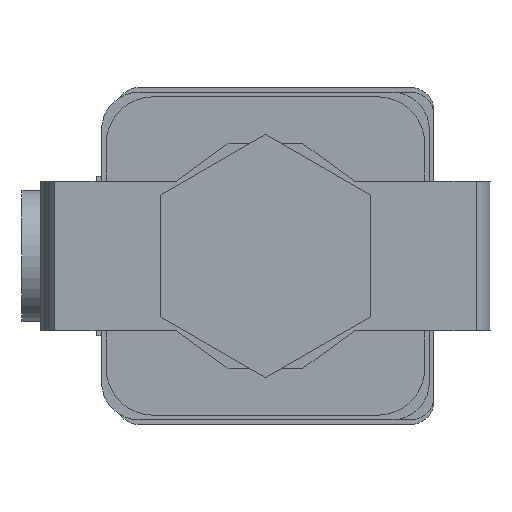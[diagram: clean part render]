
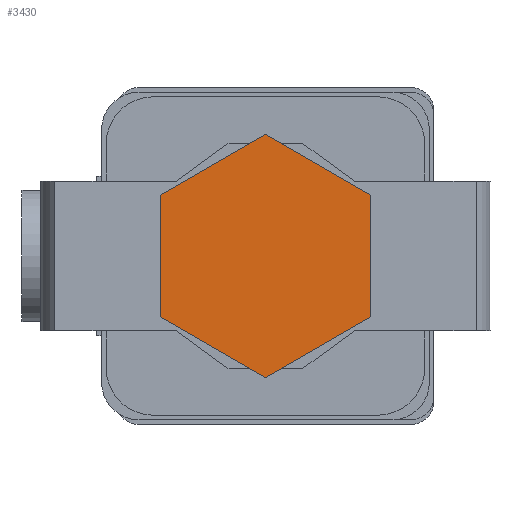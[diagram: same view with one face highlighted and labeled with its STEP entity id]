
A CAD part, front view. The second image highlights one B-rep face of the part: STEP entity #3430.
In plain terms, the highlighted planar face has unit normal (0, -1, 0).
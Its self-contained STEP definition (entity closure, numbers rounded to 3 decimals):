
#52 = CARTESIAN_POINT ( 'NONE',  ( 20.517, -148., 13. ) ) ;
#59 = CARTESIAN_POINT ( 'NONE',  ( -2., -148., -26. ) ) ;
#207 = VECTOR ( 'NONE', #3065, 1000. ) ;
#212 = VERTEX_POINT ( 'NONE', #1733 ) ;
#293 = EDGE_LOOP ( 'NONE', ( #2425, #2788, #2366, #3415, #3588, #1921 ) ) ;
#412 = CARTESIAN_POINT ( 'NONE',  ( -24.517, -148., -13. ) ) ;
#473 = EDGE_CURVE ( 'NONE', #990, #212, #3104, .T. ) ;
#481 = LINE ( 'NONE', #3149, #2204 ) ;
#567 = EDGE_CURVE ( 'NONE', #212, #977, #481, .T. ) ;
#615 = VERTEX_POINT ( 'NONE', #2949 ) ;
#670 = EDGE_CURVE ( 'NONE', #977, #3899, #1190, .T. ) ;
#901 = LINE ( 'NONE', #3397, #2151 ) ;
#902 = LINE ( 'NONE', #59, #3960 ) ;
#977 = VERTEX_POINT ( 'NONE', #2814 ) ;
#990 = VERTEX_POINT ( 'NONE', #52 ) ;
#1171 = DIRECTION ( 'NONE',  ( 0., 0., -1. ) ) ;
#1190 = LINE ( 'NONE', #3941, #2267 ) ;
#1457 = DIRECTION ( 'NONE',  ( 0., 1., 0. ) ) ;
#1500 = AXIS2_PLACEMENT_3D ( 'NONE', #2691, #1457, #3591 ) ;
#1506 = CARTESIAN_POINT ( 'NONE',  ( -2., -148., 26. ) ) ;
#1510 = DIRECTION ( 'NONE',  ( 0.866, 0., -0.5 ) ) ;
#1646 = CARTESIAN_POINT ( 'NONE',  ( 20.517, -148., 13. ) ) ;
#1663 = DIRECTION ( 'NONE',  ( 0., 0., 1. ) ) ;
#1733 = CARTESIAN_POINT ( 'NONE',  ( -2., -148., 26. ) ) ;
#1921 = ORIENTED_EDGE ( 'NONE', *, *, #473, .T. ) ;
#2070 = FACE_OUTER_BOUND ( 'NONE', #293, .T. ) ;
#2133 = DIRECTION ( 'NONE',  ( 0.866, 0., 0.5 ) ) ;
#2151 = VECTOR ( 'NONE', #2133, 1000. ) ;
#2204 = VECTOR ( 'NONE', #3790, 1000. ) ;
#2267 = VECTOR ( 'NONE', #1171, 1000. ) ;
#2366 = ORIENTED_EDGE ( 'NONE', *, *, #3237, .T. ) ;
#2425 = ORIENTED_EDGE ( 'NONE', *, *, #567, .T. ) ;
#2439 = VERTEX_POINT ( 'NONE', #2764 ) ;
#2529 = EDGE_CURVE ( 'NONE', #615, #990, #2616, .T. ) ;
#2616 = LINE ( 'NONE', #1646, #2979 ) ;
#2691 = CARTESIAN_POINT ( 'NONE',  ( -47.033, -148., 0. ) ) ;
#2764 = CARTESIAN_POINT ( 'NONE',  ( -2., -148., -26. ) ) ;
#2788 = ORIENTED_EDGE ( 'NONE', *, *, #670, .T. ) ;
#2814 = CARTESIAN_POINT ( 'NONE',  ( -24.517, -148., 13. ) ) ;
#2949 = CARTESIAN_POINT ( 'NONE',  ( 20.517, -148., -13. ) ) ;
#2979 = VECTOR ( 'NONE', #1663, 1000. ) ;
#3065 = DIRECTION ( 'NONE',  ( -0.866, 0., 0.5 ) ) ;
#3104 = LINE ( 'NONE', #1506, #207 ) ;
#3149 = CARTESIAN_POINT ( 'NONE',  ( -2., -148., 26. ) ) ;
#3237 = EDGE_CURVE ( 'NONE', #3899, #2439, #902, .T. ) ;
#3397 = CARTESIAN_POINT ( 'NONE',  ( -2., -148., -26. ) ) ;
#3415 = ORIENTED_EDGE ( 'NONE', *, *, #3774, .T. ) ;
#3430 = ADVANCED_FACE ( 'NONE', ( #2070 ), #3866, .F. ) ;
#3588 = ORIENTED_EDGE ( 'NONE', *, *, #2529, .T. ) ;
#3591 = DIRECTION ( 'NONE',  ( 0., 0., 1. ) ) ;
#3774 = EDGE_CURVE ( 'NONE', #2439, #615, #901, .T. ) ;
#3790 = DIRECTION ( 'NONE',  ( -0.866, 0., -0.5 ) ) ;
#3866 = PLANE ( 'NONE',  #1500 ) ;
#3899 = VERTEX_POINT ( 'NONE', #412 ) ;
#3941 = CARTESIAN_POINT ( 'NONE',  ( -24.517, -148., 13. ) ) ;
#3960 = VECTOR ( 'NONE', #1510, 1000. ) ;
